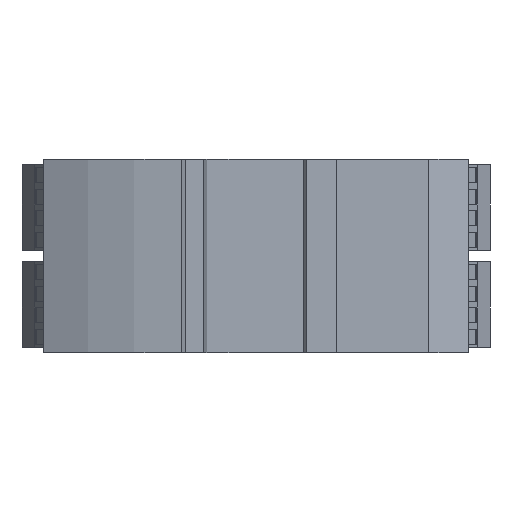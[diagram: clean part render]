
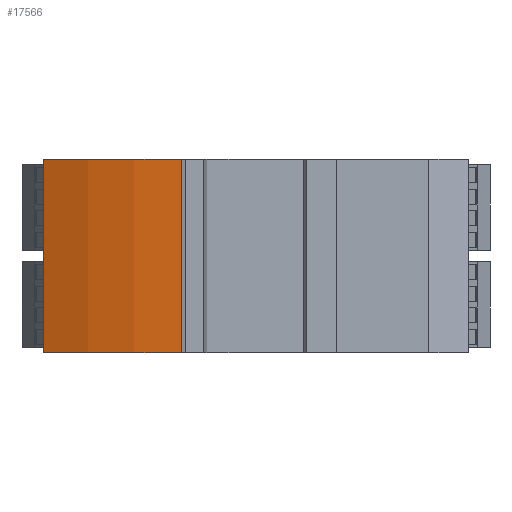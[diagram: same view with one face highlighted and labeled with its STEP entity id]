
A CAD part, left-side view. The second image highlights one B-rep face of the part: STEP entity #17566.
In plain terms, the highlighted cylindrical face has radius 80 mm (diameter 160 mm), a partial arc.
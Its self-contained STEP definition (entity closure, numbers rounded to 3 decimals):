
#25 = DIRECTION ( 'NONE',  ( 0., 0.049, -0.999 ) ) ;
#234 = EDGE_CURVE ( 'NONE', #7498, #27939, #21392, .T. ) ;
#683 = VECTOR ( 'NONE', #33355, 1000. ) ;
#2668 = CARTESIAN_POINT ( 'NONE',  ( -22.6, 13.552, 19.875 ) ) ;
#3514 = EDGE_LOOP ( 'NONE', ( #18286, #33516, #20149, #29655 ) ) ;
#3838 = AXIS2_PLACEMENT_3D ( 'NONE', #6556, #15588, #25 ) ;
#4426 = VECTOR ( 'NONE', #27600, 1000. ) ;
#6556 = CARTESIAN_POINT ( 'NONE',  ( -22.6, 13.552, 19.875 ) ) ;
#7498 = VERTEX_POINT ( 'NONE', #22251 ) ;
#7983 = VERTEX_POINT ( 'NONE', #16532 ) ;
#8454 = AXIS2_PLACEMENT_3D ( 'NONE', #2668, #11692, #23156 ) ;
#9023 = DIRECTION ( 'NONE',  ( 0., 0.049, -0.999 ) ) ;
#9139 = AXIS2_PLACEMENT_3D ( 'NONE', #23312, #34768, #9023 ) ;
#11692 = DIRECTION ( 'NONE',  ( -1., 0., 0. ) ) ;
#12872 = LINE ( 'NONE', #36173, #683 ) ;
#12881 = CIRCLE ( 'NONE', #3838, 80. ) ;
#15588 = DIRECTION ( 'NONE',  ( 1., 0., 0. ) ) ;
#16532 = CARTESIAN_POINT ( 'NONE',  ( -22.6, 17.458, -60.03 ) ) ;
#17566 = ADVANCED_FACE ( 'NONE', ( #28801 ), #34796, .T. ) ;
#18286 = ORIENTED_EDGE ( 'NONE', *, *, #234, .T. ) ;
#18819 = CARTESIAN_POINT ( 'NONE',  ( 22.6, 17.458, -60.03 ) ) ;
#19340 = EDGE_CURVE ( 'NONE', #7983, #34919, #12872, .T. ) ;
#20034 = EDGE_CURVE ( 'NONE', #34919, #27939, #20542, .T. ) ;
#20149 = ORIENTED_EDGE ( 'NONE', *, *, #19340, .F. ) ;
#20542 = CIRCLE ( 'NONE', #9139, 80. ) ;
#21392 = LINE ( 'NONE', #30431, #4426 ) ;
#21757 = EDGE_CURVE ( 'NONE', #7983, #7498, #12881, .T. ) ;
#22251 = CARTESIAN_POINT ( 'NONE',  ( -22.6, 49.553, -51.567 ) ) ;
#23156 = DIRECTION ( 'NONE',  ( 0., 0., -1. ) ) ;
#23312 = CARTESIAN_POINT ( 'NONE',  ( 22.6, 13.552, 19.875 ) ) ;
#25569 = CARTESIAN_POINT ( 'NONE',  ( 22.6, 49.553, -51.567 ) ) ;
#27600 = DIRECTION ( 'NONE',  ( 1., 0., 0. ) ) ;
#27939 = VERTEX_POINT ( 'NONE', #25569 ) ;
#28801 = FACE_OUTER_BOUND ( 'NONE', #3514, .T. ) ;
#29655 = ORIENTED_EDGE ( 'NONE', *, *, #21757, .T. ) ;
#30431 = CARTESIAN_POINT ( 'NONE',  ( -22.6, 49.553, -51.567 ) ) ;
#33355 = DIRECTION ( 'NONE',  ( 1., 0., 0. ) ) ;
#33516 = ORIENTED_EDGE ( 'NONE', *, *, #20034, .F. ) ;
#34768 = DIRECTION ( 'NONE',  ( 1., 0., 0. ) ) ;
#34796 = CYLINDRICAL_SURFACE ( 'NONE', #8454, 80. ) ;
#34919 = VERTEX_POINT ( 'NONE', #18819 ) ;
#36173 = CARTESIAN_POINT ( 'NONE',  ( -22.6, 17.458, -60.03 ) ) ;
